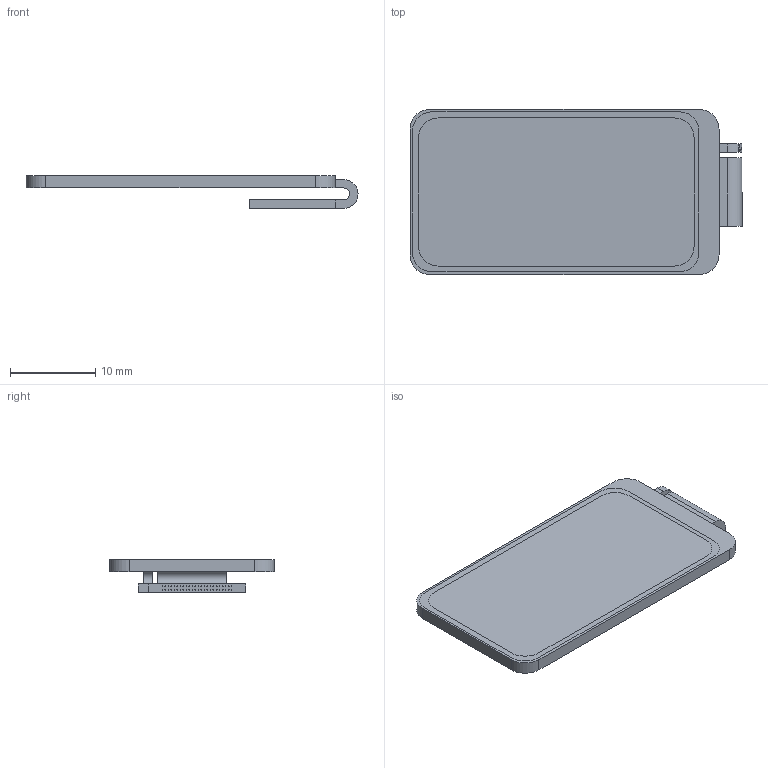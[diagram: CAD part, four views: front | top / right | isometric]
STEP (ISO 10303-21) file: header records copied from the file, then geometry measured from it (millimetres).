
FILE_DESCRIPTION (( 'STEP AP214' ), '1' );
FILE_NAME ('LCD_lcd_ips.STEP', '2024-05-26T09:18:12', ( '' ), ( '' ), 'SwSTEP 2.0', 'SolidWorks 2024', '' );
FILE_SCHEMA (( 'AUTOMOTIVE_DESIGN' ));
Length unit declared in the file: millimetre
Products named in the file (1): LCD_lcd_ips
Bounding box: 38.98 x 19.39 x 3.86 mm (x, y, z)
Volume: 1187.3 mm3; surface area: 1990.3 mm2
Topology: 1 solids, 1 shells, 152 faces, 475 edges, 332 vertices
Faces by surface type: plane 136, cylinder 16
Entity records: 7364 total; most frequent: CARTESIAN_POINT 1415, ORIENTED_EDGE 950, DIRECTION 786, EDGE_CURVE 475, VECTOR 410, LINE 410, VERTEX_POINT 332, AXIS2_PLACEMENT_3D 188
